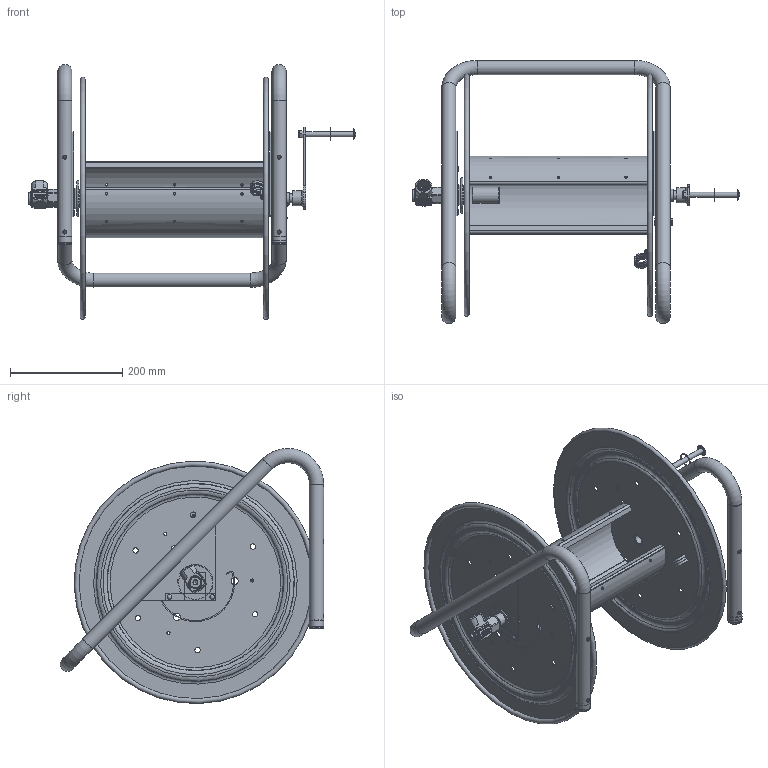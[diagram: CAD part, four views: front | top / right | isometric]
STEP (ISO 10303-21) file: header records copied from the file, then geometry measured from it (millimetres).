
FILE_DESCRIPTION(/* description */ (''),/* implementation_level */ '2;1');
FILE_NAME(/* name */ '117-4-225-CM_SHARED.stp',/* time_stamp */ '2020-04-02T11:20:35-07:00',/* author */ ('NMelton'),/* organization */ (''),/* preprocessor_version */ 'ST-DEVELOPER v17',/* originating_system */ 'Autodesk Inventor 2019',/* authorisation */ '');
FILE_SCHEMA (('AUTOMOTIVE_DESIGN { 1 0 10303 214 3 1 1 }'));
Length unit declared in the file: inch
Products named in the file (1): 117-4-225-CM_SHARED
Bounding box: 582.79 x 468.77 x 454.24 mm (x, y, z)
Surface area: 1180076.3 mm2 (no closed solid volume)
Topology: 0 solids, 66 shells, 944 faces, 4171 edges, 3163 vertices
Faces by surface type: plane 479, cylinder 202, bspline 119, torus 76, cone 42, sphere 26
Full cylindrical faces by diameter (mm): 1.321 x2, 4.826 x1, 5.563 x5, 6.604 x1, 7.142 x8, 7.798 x1, 8.839 x4, 9.271 x1, 9.525 x12, 10.414 x1, 12.192 x1, 12.7 x7, 15.799 x1, 15.875 x2, 19.304 x1, 20.574 x3, 20.625 x1, 21.336 x2, 21.844 x1, 22.098 x2, 22.53 x1, 25.4 x7, 27.051 x1, 28.575 x1, 33.02 x2
Entity records: 46713 total; most frequent: CARTESIAN_POINT 13836, ORIENTED_EDGE 5968, DIRECTION 5823, EDGE_CURVE 4149, VERTEX_POINT 3163, LINE 2545, VECTOR 2545, AXIS2_PLACEMENT_3D 1639
